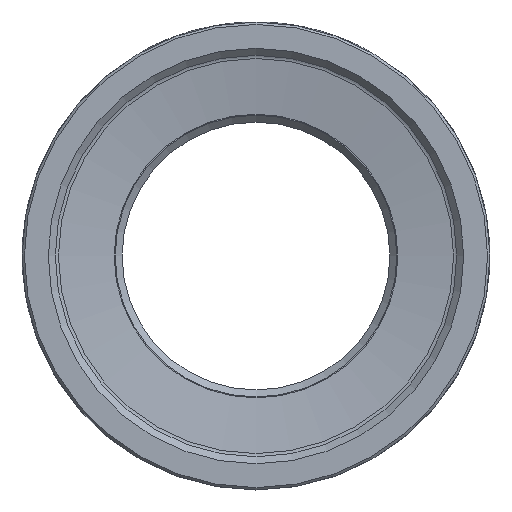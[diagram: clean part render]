
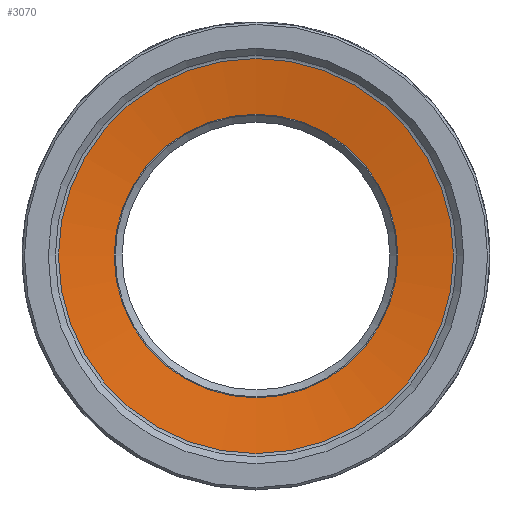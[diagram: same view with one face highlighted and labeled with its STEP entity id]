
A CAD part, left-side view. The second image highlights one B-rep face of the part: STEP entity #3070.
In plain terms, the highlighted conical face has half-angle 81.569 degrees and reference radius 36.754 mm.
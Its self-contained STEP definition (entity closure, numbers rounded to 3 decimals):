
#30 = CARTESIAN_POINT ( 'NONE',  ( -26.747, 0., 0. ) ) ;
#332 = CARTESIAN_POINT ( 'NONE',  ( -26., 0., 0. ) ) ;
#1151 = VERTEX_POINT ( 'NONE', #9906 ) ;
#2200 = DIRECTION ( 'NONE',  ( 1., 0., 0. ) ) ;
#3070 = ADVANCED_FACE ( 'NONE', ( #24610, #26770 ), #19550, .F. ) ;
#3079 = DIRECTION ( 'NONE',  ( 0., -1., 0. ) ) ;
#3388 = AXIS2_PLACEMENT_3D ( 'NONE', #13976, #22768, #3079 ) ;
#3448 = VERTEX_POINT ( 'NONE', #13036 ) ;
#4563 = EDGE_LOOP ( 'NONE', ( #24247 ) ) ;
#4925 = DIRECTION ( 'NONE',  ( -1., 0., 0. ) ) ;
#7093 = CIRCLE ( 'NONE', #24061, 41.793 ) ;
#9305 = EDGE_LOOP ( 'NONE', ( #26022 ) ) ;
#9906 = CARTESIAN_POINT ( 'NONE',  ( -25., -30.007, 0. ) ) ;
#11375 = DIRECTION ( 'NONE',  ( 0., -1., 0. ) ) ;
#12943 = DIRECTION ( 'NONE',  ( 0., 1., 0. ) ) ;
#13036 = CARTESIAN_POINT ( 'NONE',  ( -26.747, 41.793, 0. ) ) ;
#13976 = CARTESIAN_POINT ( 'NONE',  ( -25., 0., 0. ) ) ;
#18615 = AXIS2_PLACEMENT_3D ( 'NONE', #332, #4925, #11375 ) ;
#19550 = CONICAL_SURFACE ( 'NONE', #18615, 36.754, 1.424 ) ;
#20385 = EDGE_CURVE ( 'NONE', #1151, #1151, #21742, .T. ) ;
#21658 = EDGE_CURVE ( 'NONE', #3448, #3448, #7093, .T. ) ;
#21742 = CIRCLE ( 'NONE', #3388, 30.007 ) ;
#22768 = DIRECTION ( 'NONE',  ( -1., 0., 0. ) ) ;
#24061 = AXIS2_PLACEMENT_3D ( 'NONE', #30, #2200, #12943 ) ;
#24247 = ORIENTED_EDGE ( 'NONE', *, *, #21658, .F. ) ;
#24610 = FACE_BOUND ( 'NONE', #9305, .T. ) ;
#26022 = ORIENTED_EDGE ( 'NONE', *, *, #20385, .F. ) ;
#26770 = FACE_OUTER_BOUND ( 'NONE', #4563, .T. ) ;
